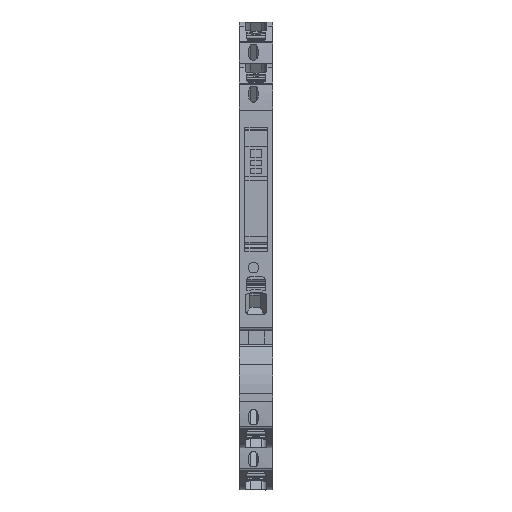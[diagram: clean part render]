
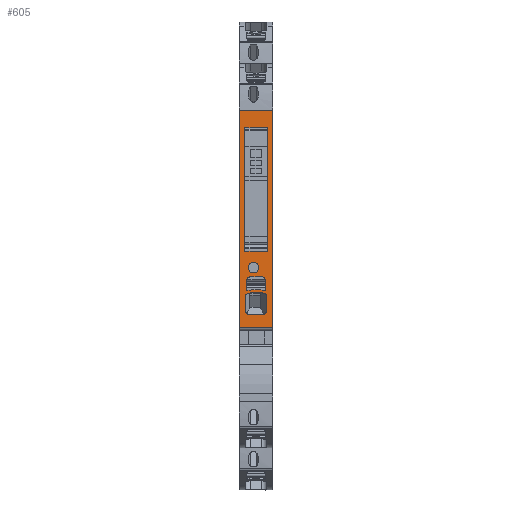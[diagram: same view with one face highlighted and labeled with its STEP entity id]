
A CAD part, top view. The second image highlights one B-rep face of the part: STEP entity #605.
In plain terms, the highlighted planar face has unit normal (0, 0, 1).
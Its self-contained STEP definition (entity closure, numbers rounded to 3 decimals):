
#401=AXIS2_PLACEMENT_3D('Plane Axis2P3D',#398,#399,#400) ;
#448=AXIS2_PLACEMENT_3D('Circle Axis2P3D',#446,#447,$) ;
#462=AXIS2_PLACEMENT_3D('Circle Axis2P3D',#460,#461,$) ;
#483=AXIS2_PLACEMENT_3D('Circle Axis2P3D',#481,#482,$) ;
#514=AXIS2_PLACEMENT_3D('Circle Axis2P3D',#512,#513,$) ;
#528=AXIS2_PLACEMENT_3D('Circle Axis2P3D',#526,#527,$) ;
#542=AXIS2_PLACEMENT_3D('Circle Axis2P3D',#540,#541,$) ;
#571=AXIS2_PLACEMENT_3D('Circle Axis2P3D',#569,#570,$) ;
#42=CARTESIAN_POINT('Vertex',(1.08,69.134,62.45)) ;
#45=CARTESIAN_POINT('Line Origine',(1.08,57.327,62.45)) ;
#49=CARTESIAN_POINT('Vertex',(1.08,45.521,62.45)) ;
#378=CARTESIAN_POINT('Line Origine',(3.23,45.521,62.45)) ;
#382=CARTESIAN_POINT('Vertex',(5.38,45.521,62.45)) ;
#398=CARTESIAN_POINT('Axis2P3D Location',(3.19,88.484,62.45)) ;
#403=CARTESIAN_POINT('Line Origine',(3.2,72.484,62.45)) ;
#407=CARTESIAN_POINT('Vertex',(6.4,72.484,62.45)) ;
#409=CARTESIAN_POINT('Vertex',(0.,72.484,62.45)) ;
#412=CARTESIAN_POINT('Line Origine',(0.,51.734,62.45)) ;
#416=CARTESIAN_POINT('Vertex',(0.,30.984,62.45)) ;
#419=CARTESIAN_POINT('Line Origine',(3.2,30.984,62.45)) ;
#423=CARTESIAN_POINT('Vertex',(6.4,30.984,62.45)) ;
#426=CARTESIAN_POINT('Line Origine',(6.4,51.734,62.45)) ;
#437=CARTESIAN_POINT('Line Origine',(1.385,38.969,62.45)) ;
#441=CARTESIAN_POINT('Vertex',(1.385,39.844,62.45)) ;
#443=CARTESIAN_POINT('Vertex',(1.385,38.094,62.45)) ;
#446=CARTESIAN_POINT('Axis2P3D Location',(2.185,39.844,62.45)) ;
#450=CARTESIAN_POINT('Vertex',(2.185,40.644,62.45)) ;
#453=CARTESIAN_POINT('Line Origine',(3.235,40.644,62.45)) ;
#457=CARTESIAN_POINT('Vertex',(4.285,40.644,62.45)) ;
#460=CARTESIAN_POINT('Axis2P3D Location',(4.285,39.844,62.45)) ;
#464=CARTESIAN_POINT('Vertex',(5.085,39.844,62.45)) ;
#467=CARTESIAN_POINT('Line Origine',(5.085,38.969,62.45)) ;
#471=CARTESIAN_POINT('Vertex',(5.085,38.094,62.45)) ;
#474=CARTESIAN_POINT('Line Origine',(4.827,38.094,62.45)) ;
#478=CARTESIAN_POINT('Vertex',(4.568,38.094,62.45)) ;
#481=CARTESIAN_POINT('Axis2P3D Location',(3.235,32.225,62.45)) ;
#485=CARTESIAN_POINT('Vertex',(1.902,38.094,62.45)) ;
#488=CARTESIAN_POINT('Line Origine',(1.643,38.094,62.45)) ;
#503=CARTESIAN_POINT('Line Origine',(1.1,35.86,62.45)) ;
#507=CARTESIAN_POINT('Vertex',(1.1,37.311,62.45)) ;
#509=CARTESIAN_POINT('Vertex',(1.1,34.409,62.45)) ;
#512=CARTESIAN_POINT('Axis2P3D Location',(3.235,31.704,62.45)) ;
#516=CARTESIAN_POINT('Vertex',(5.3,37.337,62.45)) ;
#519=CARTESIAN_POINT('Line Origine',(5.3,35.873,62.45)) ;
#523=CARTESIAN_POINT('Vertex',(5.3,34.409,62.45)) ;
#526=CARTESIAN_POINT('Axis2P3D Location',(4.3,34.409,62.45)) ;
#530=CARTESIAN_POINT('Vertex',(4.3,33.409,62.45)) ;
#533=CARTESIAN_POINT('Line Origine',(3.2,33.409,62.45)) ;
#537=CARTESIAN_POINT('Vertex',(2.1,33.409,62.45)) ;
#540=CARTESIAN_POINT('Axis2P3D Location',(2.1,34.409,62.45)) ;
#553=CARTESIAN_POINT('Line Origine',(2.71,41.474,62.45)) ;
#557=CARTESIAN_POINT('Vertex',(2.06,41.474,62.45)) ;
#559=CARTESIAN_POINT('Vertex',(3.36,41.474,62.45)) ;
#562=CARTESIAN_POINT('Line Origine',(1.928,41.771,62.45)) ;
#566=CARTESIAN_POINT('Vertex',(1.796,42.068,62.45)) ;
#569=CARTESIAN_POINT('Axis2P3D Location',(2.71,42.474,62.45)) ;
#573=CARTESIAN_POINT('Vertex',(3.624,42.068,62.45)) ;
#576=CARTESIAN_POINT('Line Origine',(3.492,41.771,62.45)) ;
#587=CARTESIAN_POINT('Line Origine',(3.23,69.134,62.45)) ;
#591=CARTESIAN_POINT('Vertex',(5.38,69.134,62.45)) ;
#594=CARTESIAN_POINT('Line Origine',(5.38,57.327,62.45)) ;
#46=DIRECTION('Vector Direction',(0.,-1.,0.)) ;
#379=DIRECTION('Vector Direction',(-1.,0.,0.)) ;
#399=DIRECTION('Axis2P3D Direction',(0.,0.,1.)) ;
#400=DIRECTION('Axis2P3D XDirection',(0.,-1.,0.)) ;
#404=DIRECTION('Vector Direction',(-1.,0.,0.)) ;
#413=DIRECTION('Vector Direction',(0.,-1.,0.)) ;
#420=DIRECTION('Vector Direction',(1.,0.,0.)) ;
#427=DIRECTION('Vector Direction',(0.,1.,0.)) ;
#438=DIRECTION('Vector Direction',(0.,-1.,0.)) ;
#447=DIRECTION('Axis2P3D Direction',(0.,0.,1.)) ;
#454=DIRECTION('Vector Direction',(1.,0.,0.)) ;
#461=DIRECTION('Axis2P3D Direction',(0.,0.,1.)) ;
#468=DIRECTION('Vector Direction',(0.,1.,0.)) ;
#475=DIRECTION('Vector Direction',(1.,0.,0.)) ;
#482=DIRECTION('Axis2P3D Direction',(0.,0.,1.)) ;
#489=DIRECTION('Vector Direction',(1.,0.,0.)) ;
#504=DIRECTION('Vector Direction',(0.,-1.,0.)) ;
#513=DIRECTION('Axis2P3D Direction',(0.,0.,1.)) ;
#520=DIRECTION('Vector Direction',(0.,1.,0.)) ;
#527=DIRECTION('Axis2P3D Direction',(0.,0.,1.)) ;
#534=DIRECTION('Vector Direction',(1.,0.,0.)) ;
#541=DIRECTION('Axis2P3D Direction',(0.,0.,1.)) ;
#554=DIRECTION('Vector Direction',(1.,0.,0.)) ;
#563=DIRECTION('Vector Direction',(0.406,-0.914,0.)) ;
#570=DIRECTION('Axis2P3D Direction',(0.,0.,1.)) ;
#577=DIRECTION('Vector Direction',(0.406,0.914,0.)) ;
#588=DIRECTION('Vector Direction',(-1.,0.,0.)) ;
#595=DIRECTION('Vector Direction',(0.,-1.,0.)) ;
#47=VECTOR('Line Direction',#46,1.) ;
#380=VECTOR('Line Direction',#379,1.) ;
#405=VECTOR('Line Direction',#404,1.) ;
#414=VECTOR('Line Direction',#413,1.) ;
#421=VECTOR('Line Direction',#420,1.) ;
#428=VECTOR('Line Direction',#427,1.) ;
#439=VECTOR('Line Direction',#438,1.) ;
#455=VECTOR('Line Direction',#454,1.) ;
#469=VECTOR('Line Direction',#468,1.) ;
#476=VECTOR('Line Direction',#475,1.) ;
#490=VECTOR('Line Direction',#489,1.) ;
#505=VECTOR('Line Direction',#504,1.) ;
#521=VECTOR('Line Direction',#520,1.) ;
#535=VECTOR('Line Direction',#534,1.) ;
#555=VECTOR('Line Direction',#554,1.) ;
#564=VECTOR('Line Direction',#563,1.) ;
#578=VECTOR('Line Direction',#577,1.) ;
#589=VECTOR('Line Direction',#588,1.) ;
#596=VECTOR('Line Direction',#595,1.) ;
#432=ORIENTED_EDGE('',*,*,#411,.T.) ;
#433=ORIENTED_EDGE('',*,*,#418,.T.) ;
#434=ORIENTED_EDGE('',*,*,#425,.F.) ;
#435=ORIENTED_EDGE('',*,*,#430,.F.) ;
#494=ORIENTED_EDGE('',*,*,#445,.F.) ;
#495=ORIENTED_EDGE('',*,*,#452,.T.) ;
#496=ORIENTED_EDGE('',*,*,#459,.T.) ;
#497=ORIENTED_EDGE('',*,*,#466,.T.) ;
#498=ORIENTED_EDGE('',*,*,#473,.F.) ;
#499=ORIENTED_EDGE('',*,*,#480,.F.) ;
#500=ORIENTED_EDGE('',*,*,#487,.T.) ;
#501=ORIENTED_EDGE('',*,*,#492,.F.) ;
#546=ORIENTED_EDGE('',*,*,#511,.F.) ;
#547=ORIENTED_EDGE('',*,*,#518,.F.) ;
#548=ORIENTED_EDGE('',*,*,#525,.F.) ;
#549=ORIENTED_EDGE('',*,*,#532,.F.) ;
#550=ORIENTED_EDGE('',*,*,#539,.T.) ;
#551=ORIENTED_EDGE('',*,*,#544,.F.) ;
#582=ORIENTED_EDGE('',*,*,#561,.F.) ;
#583=ORIENTED_EDGE('',*,*,#568,.F.) ;
#584=ORIENTED_EDGE('',*,*,#575,.T.) ;
#585=ORIENTED_EDGE('',*,*,#580,.F.) ;
#600=ORIENTED_EDGE('',*,*,#593,.F.) ;
#601=ORIENTED_EDGE('',*,*,#598,.F.) ;
#602=ORIENTED_EDGE('',*,*,#384,.T.) ;
#603=ORIENTED_EDGE('',*,*,#51,.F.) ;
#502=FACE_BOUND('',#493,.T.) ;
#552=FACE_BOUND('',#545,.T.) ;
#586=FACE_BOUND('',#581,.T.) ;
#604=FACE_BOUND('',#599,.T.) ;
#605=ADVANCED_FACE('SOCKEL',(#436,#502,#552,#586,#604),#402,.T.) ;
#449=CIRCLE('generated circle',#448,0.8) ;
#463=CIRCLE('generated circle',#462,0.8) ;
#484=CIRCLE('generated circle',#483,6.018) ;
#515=CIRCLE('generated circle',#514,6.) ;
#529=CIRCLE('generated circle',#528,1.) ;
#543=CIRCLE('generated circle',#542,1.) ;
#572=CIRCLE('generated circle',#571,1.) ;
#51=EDGE_CURVE('',#43,#50,#48,.T.) ;
#384=EDGE_CURVE('',#383,#50,#381,.T.) ;
#411=EDGE_CURVE('',#408,#410,#406,.T.) ;
#418=EDGE_CURVE('',#410,#417,#415,.T.) ;
#425=EDGE_CURVE('',#424,#417,#422,.F.) ;
#430=EDGE_CURVE('',#408,#424,#429,.F.) ;
#445=EDGE_CURVE('',#442,#444,#440,.T.) ;
#452=EDGE_CURVE('',#442,#451,#449,.F.) ;
#459=EDGE_CURVE('',#451,#458,#456,.T.) ;
#466=EDGE_CURVE('',#458,#465,#463,.F.) ;
#473=EDGE_CURVE('',#472,#465,#470,.T.) ;
#480=EDGE_CURVE('',#479,#472,#477,.T.) ;
#487=EDGE_CURVE('',#479,#486,#484,.T.) ;
#492=EDGE_CURVE('',#444,#486,#491,.T.) ;
#511=EDGE_CURVE('',#508,#510,#506,.T.) ;
#518=EDGE_CURVE('',#517,#508,#515,.T.) ;
#525=EDGE_CURVE('',#524,#517,#522,.T.) ;
#532=EDGE_CURVE('',#531,#524,#529,.T.) ;
#539=EDGE_CURVE('',#531,#538,#536,.F.) ;
#544=EDGE_CURVE('',#510,#538,#543,.T.) ;
#561=EDGE_CURVE('',#558,#560,#556,.T.) ;
#568=EDGE_CURVE('',#567,#558,#565,.T.) ;
#575=EDGE_CURVE('',#567,#574,#572,.F.) ;
#580=EDGE_CURVE('',#560,#574,#579,.T.) ;
#593=EDGE_CURVE('',#592,#43,#590,.T.) ;
#598=EDGE_CURVE('',#383,#592,#597,.F.) ;
#431=EDGE_LOOP('',(#432,#433,#434,#435)) ;
#493=EDGE_LOOP('',(#494,#495,#496,#497,#498,#499,#500,#501)) ;
#545=EDGE_LOOP('',(#546,#547,#548,#549,#550,#551)) ;
#581=EDGE_LOOP('',(#582,#583,#584,#585)) ;
#599=EDGE_LOOP('',(#600,#601,#602,#603)) ;
#436=FACE_OUTER_BOUND('',#431,.T.) ;
#48=LINE('Line',#45,#47) ;
#381=LINE('Line',#378,#380) ;
#406=LINE('Line',#403,#405) ;
#415=LINE('Line',#412,#414) ;
#422=LINE('Line',#419,#421) ;
#429=LINE('Line',#426,#428) ;
#440=LINE('Line',#437,#439) ;
#456=LINE('Line',#453,#455) ;
#470=LINE('Line',#467,#469) ;
#477=LINE('Line',#474,#476) ;
#491=LINE('Line',#488,#490) ;
#506=LINE('Line',#503,#505) ;
#522=LINE('Line',#519,#521) ;
#536=LINE('Line',#533,#535) ;
#556=LINE('Line',#553,#555) ;
#565=LINE('Line',#562,#564) ;
#579=LINE('Line',#576,#578) ;
#590=LINE('Line',#587,#589) ;
#597=LINE('Line',#594,#596) ;
#402=PLANE('',#401) ;
#43=VERTEX_POINT('',#42) ;
#50=VERTEX_POINT('',#49) ;
#383=VERTEX_POINT('',#382) ;
#408=VERTEX_POINT('',#407) ;
#410=VERTEX_POINT('',#409) ;
#417=VERTEX_POINT('',#416) ;
#424=VERTEX_POINT('',#423) ;
#442=VERTEX_POINT('',#441) ;
#444=VERTEX_POINT('',#443) ;
#451=VERTEX_POINT('',#450) ;
#458=VERTEX_POINT('',#457) ;
#465=VERTEX_POINT('',#464) ;
#472=VERTEX_POINT('',#471) ;
#479=VERTEX_POINT('',#478) ;
#486=VERTEX_POINT('',#485) ;
#508=VERTEX_POINT('',#507) ;
#510=VERTEX_POINT('',#509) ;
#517=VERTEX_POINT('',#516) ;
#524=VERTEX_POINT('',#523) ;
#531=VERTEX_POINT('',#530) ;
#538=VERTEX_POINT('',#537) ;
#558=VERTEX_POINT('',#557) ;
#560=VERTEX_POINT('',#559) ;
#567=VERTEX_POINT('',#566) ;
#574=VERTEX_POINT('',#573) ;
#592=VERTEX_POINT('',#591) ;
